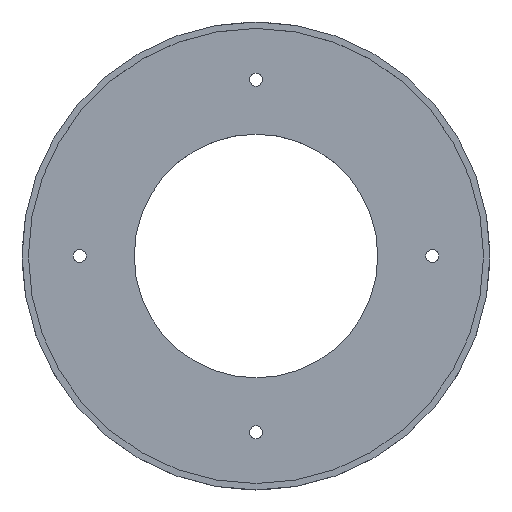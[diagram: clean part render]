
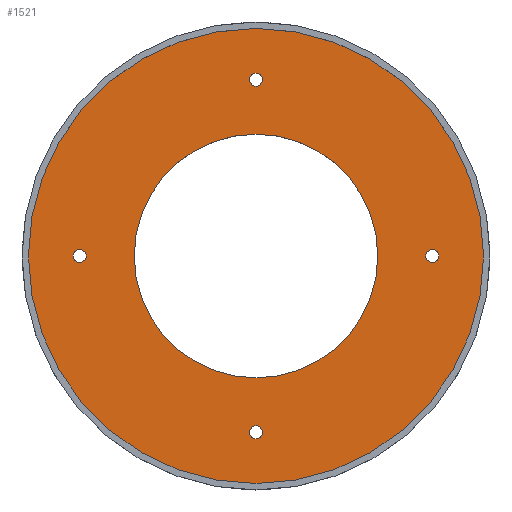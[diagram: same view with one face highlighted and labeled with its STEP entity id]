
A CAD part, top view. The second image highlights one B-rep face of the part: STEP entity #1521.
In plain terms, the highlighted planar face has unit normal (0, 0, 1).
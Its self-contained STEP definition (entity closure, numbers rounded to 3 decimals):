
#20 = DIRECTION ( 'NONE',  ( 1., 0., 0. ) ) ;
#29 = VERTEX_POINT ( 'NONE', #195 ) ;
#66 = ORIENTED_EDGE ( 'NONE', *, *, #1386, .F. ) ;
#76 = ORIENTED_EDGE ( 'NONE', *, *, #1287, .F. ) ;
#91 = EDGE_CURVE ( 'NONE', #668, #537, #1964, .T. ) ;
#100 = DIRECTION ( 'NONE',  ( 1., 0., 0. ) ) ;
#103 = CARTESIAN_POINT ( 'NONE',  ( 55., 0., 4. ) ) ;
#114 = CARTESIAN_POINT ( 'NONE',  ( 0., 0., 4. ) ) ;
#141 = EDGE_CURVE ( 'NONE', #1437, #819, #1026, .T. ) ;
#153 = AXIS2_PLACEMENT_3D ( 'NONE', #529, #348, #181 ) ;
#155 = ORIENTED_EDGE ( 'NONE', *, *, #91, .F. ) ;
#159 = DIRECTION ( 'NONE',  ( 1., 0., 0. ) ) ;
#172 = DIRECTION ( 'NONE',  ( 0., 0., 1. ) ) ;
#181 = DIRECTION ( 'NONE',  ( 1., 0., 0. ) ) ;
#184 = DIRECTION ( 'NONE',  ( 0., 0., 1. ) ) ;
#192 = DIRECTION ( 'NONE',  ( 1., 0., 0. ) ) ;
#195 = CARTESIAN_POINT ( 'NONE',  ( 2., -55., 4. ) ) ;
#223 = EDGE_CURVE ( 'NONE', #2059, #1951, #2102, .T. ) ;
#256 = AXIS2_PLACEMENT_3D ( 'NONE', #1625, #794, #159 ) ;
#264 = DIRECTION ( 'NONE',  ( 0., 0., -1. ) ) ;
#348 = DIRECTION ( 'NONE',  ( 0., 0., 1. ) ) ;
#357 = ORIENTED_EDGE ( 'NONE', *, *, #1785, .F. ) ;
#363 = CARTESIAN_POINT ( 'NONE',  ( 0., 0., 4. ) ) ;
#377 = ORIENTED_EDGE ( 'NONE', *, *, #395, .F. ) ;
#379 = CARTESIAN_POINT ( 'NONE',  ( 0., 0., 4. ) ) ;
#395 = EDGE_CURVE ( 'NONE', #1411, #1553, #455, .T. ) ;
#415 = AXIS2_PLACEMENT_3D ( 'NONE', #1668, #1990, #20 ) ;
#421 = DIRECTION ( 'NONE',  ( 0., 0., 1. ) ) ;
#425 = CARTESIAN_POINT ( 'NONE',  ( -71., 0., 4. ) ) ;
#432 = CIRCLE ( 'NONE', #1644, 71. ) ;
#455 = CIRCLE ( 'NONE', #1215, 71. ) ;
#463 = CARTESIAN_POINT ( 'NONE',  ( 0., 0., 4. ) ) ;
#465 = CIRCLE ( 'NONE', #256, 2. ) ;
#472 = CARTESIAN_POINT ( 'NONE',  ( 0., 55., 4. ) ) ;
#507 = FACE_OUTER_BOUND ( 'NONE', #1971, .T. ) ;
#511 = ORIENTED_EDGE ( 'NONE', *, *, #1692, .F. ) ;
#518 = FACE_BOUND ( 'NONE', #1030, .T. ) ;
#529 = CARTESIAN_POINT ( 'NONE',  ( 0., 0., 4. ) ) ;
#536 = CARTESIAN_POINT ( 'NONE',  ( -2., -55., 4. ) ) ;
#537 = VERTEX_POINT ( 'NONE', #763 ) ;
#551 = DIRECTION ( 'NONE',  ( 1., 0., 0. ) ) ;
#573 = DIRECTION ( 'NONE',  ( 0., 0., 1. ) ) ;
#637 = EDGE_CURVE ( 'NONE', #537, #668, #1550, .T. ) ;
#640 = CIRCLE ( 'NONE', #1741, 38. ) ;
#647 = ORIENTED_EDGE ( 'NONE', *, *, #1707, .F. ) ;
#668 = VERTEX_POINT ( 'NONE', #1320 ) ;
#670 = EDGE_CURVE ( 'NONE', #1165, #1345, #1726, .T. ) ;
#674 = PLANE ( 'NONE',  #153 ) ;
#712 = AXIS2_PLACEMENT_3D ( 'NONE', #1409, #802, #1583 ) ;
#719 = DIRECTION ( 'NONE',  ( 0., 0., 1. ) ) ;
#730 = DIRECTION ( 'NONE',  ( 1., 0., 0. ) ) ;
#737 = ORIENTED_EDGE ( 'NONE', *, *, #141, .F. ) ;
#740 = CIRCLE ( 'NONE', #811, 2. ) ;
#753 = ORIENTED_EDGE ( 'NONE', *, *, #889, .F. ) ;
#763 = CARTESIAN_POINT ( 'NONE',  ( -53., 0., 4. ) ) ;
#776 = CARTESIAN_POINT ( 'NONE',  ( -38., 0., 4. ) ) ;
#794 = DIRECTION ( 'NONE',  ( 0., 0., 1. ) ) ;
#802 = DIRECTION ( 'NONE',  ( 0., 0., 1. ) ) ;
#811 = AXIS2_PLACEMENT_3D ( 'NONE', #1904, #421, #100 ) ;
#819 = VERTEX_POINT ( 'NONE', #1051 ) ;
#850 = DIRECTION ( 'NONE',  ( 1., 0., 0. ) ) ;
#889 = EDGE_CURVE ( 'NONE', #1553, #1411, #432, .T. ) ;
#977 = EDGE_LOOP ( 'NONE', ( #76, #1821 ) ) ;
#984 = ORIENTED_EDGE ( 'NONE', *, *, #670, .F. ) ;
#993 = VERTEX_POINT ( 'NONE', #536 ) ;
#1016 = EDGE_LOOP ( 'NONE', ( #984, #647 ) ) ;
#1026 = CIRCLE ( 'NONE', #1926, 38. ) ;
#1030 = EDGE_LOOP ( 'NONE', ( #66, #357 ) ) ;
#1051 = CARTESIAN_POINT ( 'NONE',  ( 38., 0., 4. ) ) ;
#1056 = DIRECTION ( 'NONE',  ( 0., 0., -1. ) ) ;
#1129 = DIRECTION ( 'NONE',  ( 1., 0., 0. ) ) ;
#1165 = VERTEX_POINT ( 'NONE', #1774 ) ;
#1178 = AXIS2_PLACEMENT_3D ( 'NONE', #472, #172, #192 ) ;
#1197 = FACE_BOUND ( 'NONE', #1468, .T. ) ;
#1210 = DIRECTION ( 'NONE',  ( 1., 0., 0. ) ) ;
#1215 = AXIS2_PLACEMENT_3D ( 'NONE', #363, #1056, #1210 ) ;
#1282 = CIRCLE ( 'NONE', #1622, 2. ) ;
#1287 = EDGE_CURVE ( 'NONE', #1951, #2059, #1343, .T. ) ;
#1317 = CARTESIAN_POINT ( 'NONE',  ( 53., 0., 4. ) ) ;
#1320 = CARTESIAN_POINT ( 'NONE',  ( -57., 0., 4. ) ) ;
#1342 = FACE_BOUND ( 'NONE', #977, .T. ) ;
#1343 = CIRCLE ( 'NONE', #1724, 2. ) ;
#1345 = VERTEX_POINT ( 'NONE', #1407 ) ;
#1386 = EDGE_CURVE ( 'NONE', #993, #29, #1282, .T. ) ;
#1396 = CARTESIAN_POINT ( 'NONE',  ( 57., 0., 4. ) ) ;
#1407 = CARTESIAN_POINT ( 'NONE',  ( 2., 55., 4. ) ) ;
#1409 = CARTESIAN_POINT ( 'NONE',  ( -55., 0., 4. ) ) ;
#1411 = VERTEX_POINT ( 'NONE', #425 ) ;
#1415 = DIRECTION ( 'NONE',  ( 1., 0., 0. ) ) ;
#1437 = VERTEX_POINT ( 'NONE', #776 ) ;
#1468 = EDGE_LOOP ( 'NONE', ( #737, #511 ) ) ;
#1516 = CARTESIAN_POINT ( 'NONE',  ( 71., 0., 4. ) ) ;
#1521 = ADVANCED_FACE ( 'NONE', ( #1658, #2023, #518, #1342, #1197, #507 ), #674, .T. ) ;
#1550 = CIRCLE ( 'NONE', #415, 2. ) ;
#1553 = VERTEX_POINT ( 'NONE', #1516 ) ;
#1561 = EDGE_LOOP ( 'NONE', ( #155, #1588 ) ) ;
#1583 = DIRECTION ( 'NONE',  ( 1., 0., 0. ) ) ;
#1588 = ORIENTED_EDGE ( 'NONE', *, *, #637, .F. ) ;
#1622 = AXIS2_PLACEMENT_3D ( 'NONE', #1734, #719, #551 ) ;
#1625 = CARTESIAN_POINT ( 'NONE',  ( 0., -55., 4. ) ) ;
#1644 = AXIS2_PLACEMENT_3D ( 'NONE', #114, #264, #1415 ) ;
#1645 = CARTESIAN_POINT ( 'NONE',  ( 55., 0., 4. ) ) ;
#1658 = FACE_BOUND ( 'NONE', #1016, .T. ) ;
#1668 = CARTESIAN_POINT ( 'NONE',  ( -55., 0., 4. ) ) ;
#1692 = EDGE_CURVE ( 'NONE', #819, #1437, #640, .T. ) ;
#1707 = EDGE_CURVE ( 'NONE', #1345, #1165, #740, .T. ) ;
#1724 = AXIS2_PLACEMENT_3D ( 'NONE', #103, #573, #730 ) ;
#1726 = CIRCLE ( 'NONE', #1178, 2. ) ;
#1734 = CARTESIAN_POINT ( 'NONE',  ( 0., -55., 4. ) ) ;
#1741 = AXIS2_PLACEMENT_3D ( 'NONE', #379, #2049, #2072 ) ;
#1774 = CARTESIAN_POINT ( 'NONE',  ( -2., 55., 4. ) ) ;
#1785 = EDGE_CURVE ( 'NONE', #29, #993, #465, .T. ) ;
#1787 = AXIS2_PLACEMENT_3D ( 'NONE', #1645, #184, #850 ) ;
#1821 = ORIENTED_EDGE ( 'NONE', *, *, #223, .F. ) ;
#1904 = CARTESIAN_POINT ( 'NONE',  ( 0., 55., 4. ) ) ;
#1926 = AXIS2_PLACEMENT_3D ( 'NONE', #463, #1962, #1129 ) ;
#1951 = VERTEX_POINT ( 'NONE', #1317 ) ;
#1962 = DIRECTION ( 'NONE',  ( 0., 0., 1. ) ) ;
#1964 = CIRCLE ( 'NONE', #712, 2. ) ;
#1971 = EDGE_LOOP ( 'NONE', ( #377, #753 ) ) ;
#1990 = DIRECTION ( 'NONE',  ( 0., 0., 1. ) ) ;
#2023 = FACE_BOUND ( 'NONE', #1561, .T. ) ;
#2049 = DIRECTION ( 'NONE',  ( 0., 0., 1. ) ) ;
#2059 = VERTEX_POINT ( 'NONE', #1396 ) ;
#2072 = DIRECTION ( 'NONE',  ( 1., 0., 0. ) ) ;
#2102 = CIRCLE ( 'NONE', #1787, 2. ) ;
